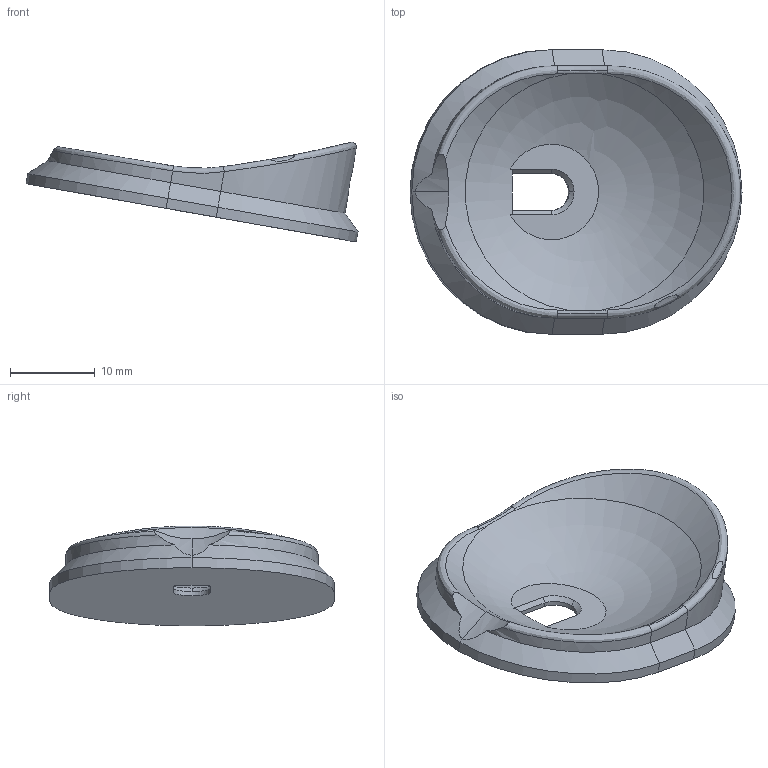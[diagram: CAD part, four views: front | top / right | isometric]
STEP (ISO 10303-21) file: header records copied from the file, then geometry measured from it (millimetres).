
FILE_DESCRIPTION (( 'STEP AP214' ), '1' );
FILE_NAME ('underBall.STEP', '2025-11-23T23:17:35', ( '' ), ( '' ), 'SwSTEP 2.0', 'SolidWorks 2025', '' );
FILE_SCHEMA (( 'AUTOMOTIVE_DESIGN' ));
Length unit declared in the file: millimetre
Products named in the file (1): underBall
Bounding box: 39.21 x 33.6 x 11.79 mm (x, y, z)
Volume: 3906.5 mm3; surface area: 2885 mm2
Topology: 1 solids, 1 shells, 43 faces, 106 edges, 66 vertices
Faces by surface type: cylinder 13, plane 13, bspline 5, cone 5, torus 4, sphere 3
Entity records: 3251 total; most frequent: CARTESIAN_POINT 2253, ORIENTED_EDGE 208, DIRECTION 197, EDGE_CURVE 104, AXIS2_PLACEMENT_3D 79, VERTEX_POINT 65, EDGE_LOOP 47, ADVANCED_FACE 43
